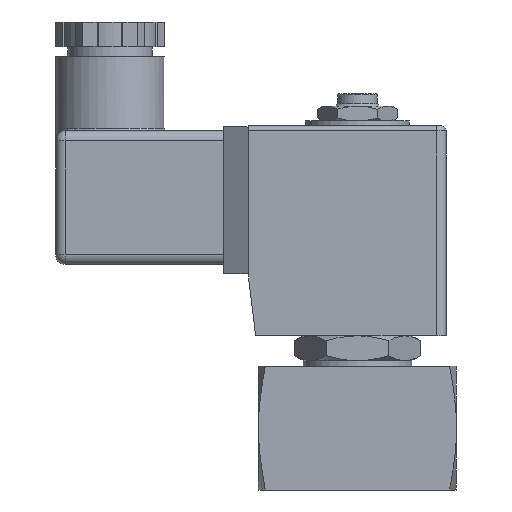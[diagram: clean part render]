
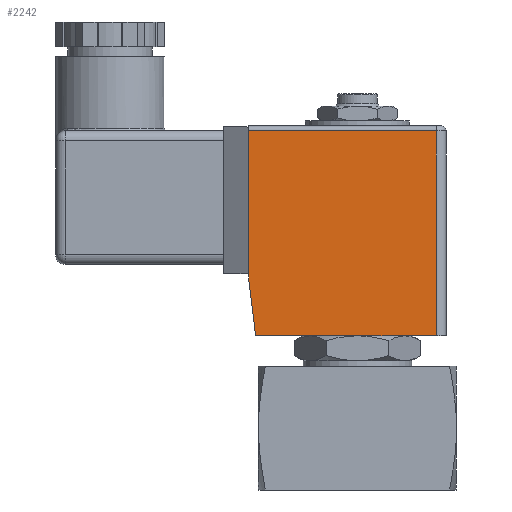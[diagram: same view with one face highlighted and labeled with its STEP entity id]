
A CAD part, left-side view. The second image highlights one B-rep face of the part: STEP entity #2242.
In plain terms, the highlighted planar face has unit normal (-1, 0, 0).
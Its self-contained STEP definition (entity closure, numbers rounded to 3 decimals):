
#203=LINE('',#3686,#356);
#214=LINE('',#3728,#367);
#217=LINE('',#3737,#370);
#224=LINE('',#3749,#377);
#226=LINE('',#3766,#379);
#356=VECTOR('',#2919,36.479);
#367=VECTOR('',#2956,38.);
#370=VECTOR('',#2967,12.592);
#377=VECTOR('',#2978,28.9);
#379=VECTOR('',#2990,41.4);
#478=PLANE('',#2465);
#613=FACE_OUTER_BOUND('',#777,.T.);
#777=EDGE_LOOP('',(#1878,#1879,#1880,#1881,#1882));
#1059=VERTEX_POINT('',#3675);
#1064=VERTEX_POINT('',#3684);
#1081=VERTEX_POINT('',#3725);
#1082=VERTEX_POINT('',#3727);
#1084=VERTEX_POINT('',#3736);
#1320=EDGE_CURVE('',#1059,#1064,#203,.T.);
#1340=EDGE_CURVE('',#1081,#1082,#214,.T.);
#1345=EDGE_CURVE('',#1084,#1059,#217,.T.);
#1352=EDGE_CURVE('',#1084,#1081,#224,.T.);
#1357=EDGE_CURVE('',#1082,#1064,#226,.T.);
#1878=ORIENTED_EDGE('',*,*,#1345,.T.);
#1879=ORIENTED_EDGE('',*,*,#1320,.T.);
#1880=ORIENTED_EDGE('',*,*,#1357,.F.);
#1881=ORIENTED_EDGE('',*,*,#1340,.F.);
#1882=ORIENTED_EDGE('',*,*,#1352,.F.);
#2242=ADVANCED_FACE('',(#613),#478,.T.);
#2465=AXIS2_PLACEMENT_3D('',#3789,#3010,#3011);
#2919=DIRECTION('',(0.,-1.,0.));
#2956=DIRECTION('',(0.,-1.,0.));
#2967=DIRECTION('',(0.,-0.121,-0.993));
#2978=DIRECTION('',(0.,0.,1.));
#2990=DIRECTION('',(0.,0.,-1.));
#3010=DIRECTION('center_axis',(-1.,0.,0.));
#3011=DIRECTION('ref_axis',(0.,0.,-1.));
#3675=CARTESIAN_POINT('',(-18.,20.579,18.65));
#3684=CARTESIAN_POINT('',(-18.,-15.9,18.65));
#3686=CARTESIAN_POINT('',(-18.,22.1,18.65));
#3725=CARTESIAN_POINT('',(-18.,22.1,60.05));
#3727=CARTESIAN_POINT('',(-18.,-15.9,60.05));
#3728=CARTESIAN_POINT('',(-18.,-7.9,60.05));
#3736=CARTESIAN_POINT('',(-18.,22.1,31.15));
#3737=CARTESIAN_POINT('',(-18.,21.059,22.593));
#3749=CARTESIAN_POINT('',(-18.,22.1,18.65));
#3766=CARTESIAN_POINT('',(-18.,-15.9,18.65));
#3789=CARTESIAN_POINT('Origin',(-18.,-17.9,18.65));
